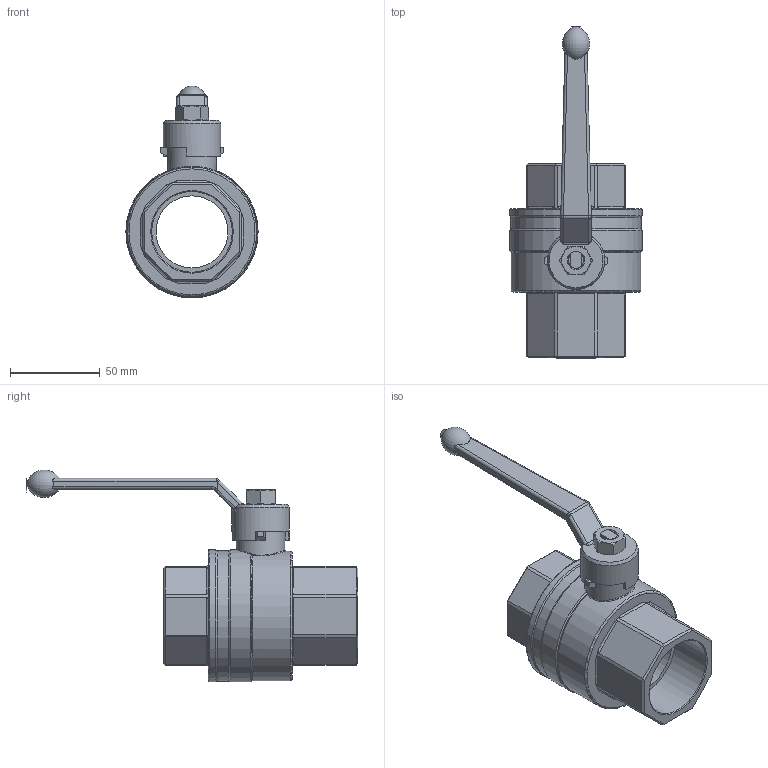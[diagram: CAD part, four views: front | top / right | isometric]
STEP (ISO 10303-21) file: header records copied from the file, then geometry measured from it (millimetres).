
FILE_DESCRIPTION(/* description */ ('Unknown'),/* implementation_level */ '2;1');
FILE_NAME(/* name */ '860-08',/* time_stamp */ '2022-08-09T12:41:13+02:00',/* author */ ('Unknown'),/* organization */ ('Unknown'),/* preprocessor_version */ 'ST-DEVELOPER v16.7',/* originating_system */ 'Solid Edge',/* authorisation */ 'Unknown');
FILE_SCHEMA (('AUTOMOTIVE_DESIGN {1 0 10303 214 3 1 1}'));
Length unit declared in the file: millimetre
Products named in the file (4): 2.104.040; 2.104-105-106.040; Hebel f. 2.104-105.032, 040; M10_MU.1_0
Assembly tree (3 placements, depth 2):
  2.104.040
    2.104-105-106.040
    Hebel f. 2.104-105.032, 040
    M10_MU.1_0
Bounding box: 73.5 x 184.32 x 117.8 mm (x, y, z)
Volume: 224200.3 mm3; surface area: 53467.2 mm2
Topology: 3 solids, 3 shells, 210 faces, 543 edges, 346 vertices
Faces by surface type: plane 118, cylinder 51, cone 16, bspline 15, torus 10
Full cylindrical faces by diameter (mm): 10.5 x1, 27 x1, 28 x1, 32 x1, 40 x1, 44.845 x2, 72 x1, 72.5 x1, 73.5 x2
Entity records: 9177 total; most frequent: CARTESIAN_POINT 3311, ORIENTED_EDGE 1028, DIRECTION 938, EDGE_CURVE 514, VERTEX_POINT 336, AXIS2_PLACEMENT_3D 334, LINE 270, VECTOR 270
